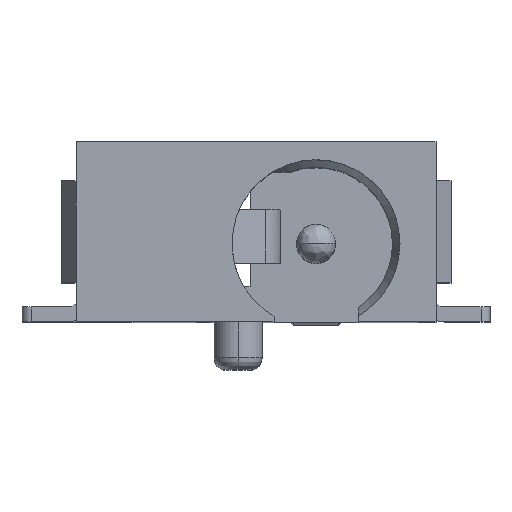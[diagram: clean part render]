
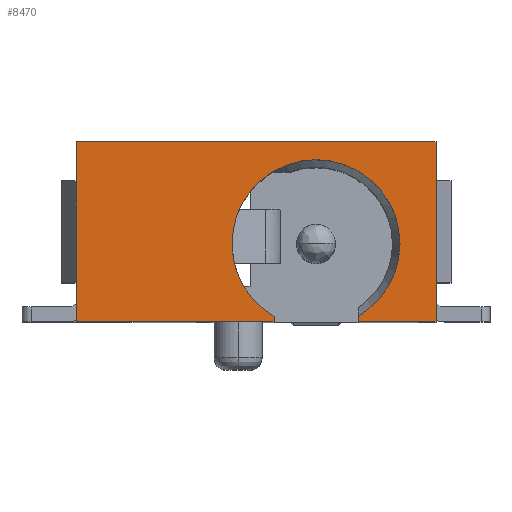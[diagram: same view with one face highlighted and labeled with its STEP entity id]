
A CAD part, top view. The second image highlights one B-rep face of the part: STEP entity #8470.
In plain terms, the highlighted planar face has unit normal (0, 0, 1).
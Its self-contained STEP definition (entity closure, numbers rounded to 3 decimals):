
#1143=DIRECTION('',(0.,1.,0.));
#1144=VECTOR('',#1143,3.);
#1145=CARTESIAN_POINT('',(2.,-1.3,0.));
#1146=LINE('',#1145,#1144);
#1211=CARTESIAN_POINT('',(0.,0.,0.));
#1212=DIRECTION('',(0.,0.,1.));
#1213=DIRECTION('',(1.,0.,0.));
#1214=AXIS2_PLACEMENT_3D('',#1211,#1212,#1213);
#1216=DIRECTION('',(-1.,0.,0.));
#1217=VECTOR('',#1216,3.3);
#1218=CARTESIAN_POINT('',(-0.7,-1.3,0.));
#1219=LINE('',#1218,#1217);
#1220=DIRECTION('',(0.,1.,0.));
#1221=VECTOR('',#1220,3.);
#1222=CARTESIAN_POINT('',(-4.,-1.3,0.));
#1223=LINE('',#1222,#1221);
#1224=DIRECTION('',(1.,0.,0.));
#1225=VECTOR('',#1224,6.);
#1226=CARTESIAN_POINT('',(-4.,1.7,0.));
#1227=LINE('',#1226,#1225);
#1228=DIRECTION('',(-1.,0.,0.));
#1229=VECTOR('',#1228,1.3);
#1230=CARTESIAN_POINT('',(2.,-1.3,0.));
#1231=LINE('',#1230,#1229);
#1232=CARTESIAN_POINT('',(0.,0.,0.));
#1233=DIRECTION('',(0.,0.,1.));
#1234=DIRECTION('',(0.5,-0.866,0.));
#1235=AXIS2_PLACEMENT_3D('',#1232,#1233,#1234);
#1245=DIRECTION('',(0.,-1.,0.));
#1246=VECTOR('',#1245,0.088);
#1247=CARTESIAN_POINT('',(0.7,-1.212,0.));
#1248=LINE('',#1247,#1246);
#2671=DIRECTION('',(0.,1.,0.));
#2672=VECTOR('',#2671,0.088);
#2673=CARTESIAN_POINT('',(-0.7,-1.3,0.));
#2674=LINE('',#2673,#2672);
#4533=CARTESIAN_POINT('',(-4.,1.7,0.));
#4534=CARTESIAN_POINT('',(2.,1.7,0.));
#4535=VERTEX_POINT('',#4533);
#4536=VERTEX_POINT('',#4534);
#4842=CARTESIAN_POINT('',(-4.,-1.3,0.));
#4843=VERTEX_POINT('',#4842);
#4860=CARTESIAN_POINT('',(1.4,0.,0.));
#4861=CARTESIAN_POINT('',(-0.7,-1.212,0.));
#4862=VERTEX_POINT('',#4860);
#4863=VERTEX_POINT('',#4861);
#4864=CARTESIAN_POINT('',(-0.7,-1.3,0.));
#4865=VERTEX_POINT('',#4864);
#4866=CARTESIAN_POINT('',(2.,-1.3,0.));
#4867=CARTESIAN_POINT('',(0.7,-1.3,0.));
#4868=VERTEX_POINT('',#4866);
#4869=VERTEX_POINT('',#4867);
#4870=CARTESIAN_POINT('',(0.7,-1.212,0.));
#4871=VERTEX_POINT('',#4870);
#8449=CARTESIAN_POINT('',(-1.,0.2,0.));
#8450=DIRECTION('',(0.,0.,1.));
#8451=DIRECTION('',(-1.,0.,0.));
#8452=AXIS2_PLACEMENT_3D('',#8449,#8450,#8451);
#8453=PLANE('',#8452);
#8455=ORIENTED_EDGE('',*,*,#8454,.T.);
#8457=ORIENTED_EDGE('',*,*,#8456,.F.);
#8458=ORIENTED_EDGE('',*,*,#6962,.T.);
#8460=ORIENTED_EDGE('',*,*,#8459,.T.);
#8461=ORIENTED_EDGE('',*,*,#7973,.T.);
#8462=ORIENTED_EDGE('',*,*,#8309,.F.);
#8463=ORIENTED_EDGE('',*,*,#6970,.T.);
#8465=ORIENTED_EDGE('',*,*,#8464,.F.);
#8467=ORIENTED_EDGE('',*,*,#8466,.T.);
#8468=EDGE_LOOP('',(#8455,#8457,#8458,#8460,#8461,#8462,#8463,#8465,#8467));
#8469=FACE_OUTER_BOUND('',#8468,.F.);
#8470=ADVANCED_FACE('',(#8469),#8453,.T.);
#1215=CIRCLE('',#1214,1.4);
#1236=CIRCLE('',#1235,1.4);
#6962=EDGE_CURVE('',#4865,#4843,#1219,.T.);
#6970=EDGE_CURVE('',#4868,#4869,#1231,.T.);
#7973=EDGE_CURVE('',#4535,#4536,#1227,.T.);
#8309=EDGE_CURVE('',#4868,#4536,#1146,.T.);
#8454=EDGE_CURVE('',#4862,#4863,#1215,.T.);
#8456=EDGE_CURVE('',#4865,#4863,#2674,.T.);
#8459=EDGE_CURVE('',#4843,#4535,#1223,.T.);
#8464=EDGE_CURVE('',#4871,#4869,#1248,.T.);
#8466=EDGE_CURVE('',#4871,#4862,#1236,.T.);
